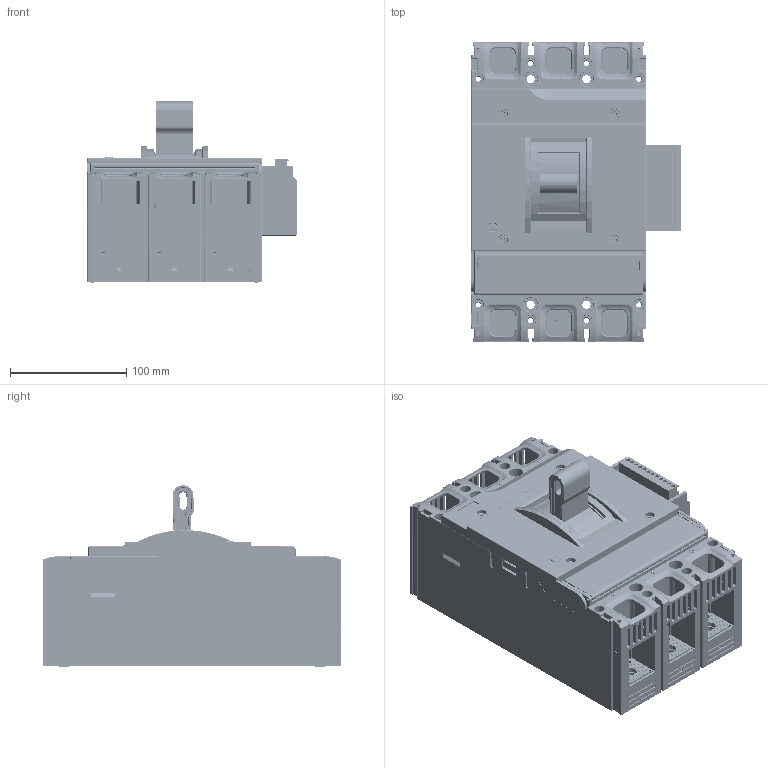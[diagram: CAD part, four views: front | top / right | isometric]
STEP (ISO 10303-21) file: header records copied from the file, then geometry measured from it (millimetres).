
FILE_DESCRIPTION (( 'STEP AP214' ), '1' );
FILE_NAME ('AV POWER-3-3 400À-600A-mccb-33-400-600-(2.2-6.2)-av.STEP', '2022-08-17T06:32:05', ( '' ), ( '' ), 'SwSTEP 2.0', 'SolidWorks 2021', '' );
FILE_SCHEMA (( 'AUTOMOTIVE_DESIGN' ));
Length unit declared in the file: millimetre
Products named in the file (1): AV POWER-3-3 400À-600A-mccb-33-400-600-(2.2-6.2)-av
Bounding box: 180 x 257 x 156.08 mm (x, y, z)
Volume: 1266589.9 mm3; surface area: 696480.8 mm2
Topology: 40 solids, 40 shells, 10703 faces, 28612 edges, 18282 vertices
Faces by surface type: plane 6421, cylinder 3099, bspline 954, torus 119, cone 110
Entity records: 393676 total; most frequent: CARTESIAN_POINT 134263, ORIENTED_EDGE 56740, DIRECTION 48950, EDGE_CURVE 28370, LINE 19874, VECTOR 19874, VERTEX_POINT 18282, AXIS2_PLACEMENT_3D 14538
